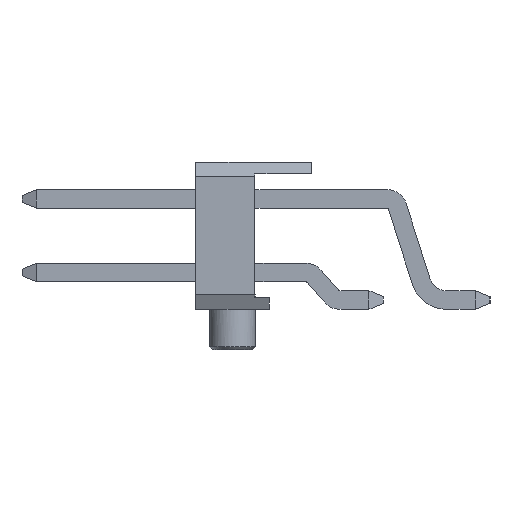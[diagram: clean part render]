
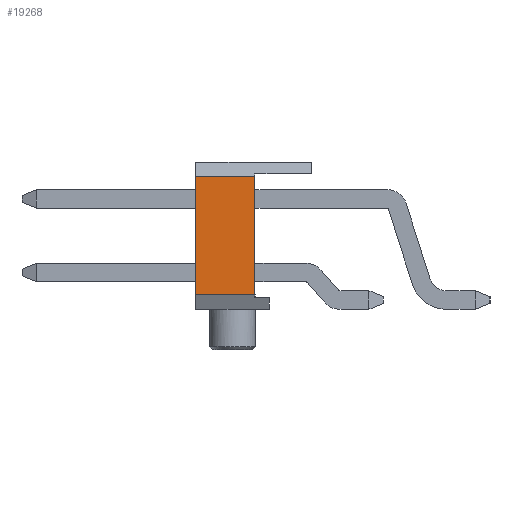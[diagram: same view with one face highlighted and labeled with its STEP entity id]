
A CAD part, left-side view. The second image highlights one B-rep face of the part: STEP entity #19268.
In plain terms, the highlighted face is planar.
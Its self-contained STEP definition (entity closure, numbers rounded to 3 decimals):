
#3253=ORIENTED_EDGE('',*,*,#5746,.F.);
#3254=ORIENTED_EDGE('',*,*,#5664,.T.);
#3255=ORIENTED_EDGE('',*,*,#5744,.F.);
#3256=ORIENTED_EDGE('',*,*,#5572,.T.);
#5572=EDGE_CURVE('',#6995,#6994,#8501,.T.);
#5664=EDGE_CURVE('',#7067,#7068,#8591,.T.);
#5744=EDGE_CURVE('',#6995,#7068,#8669,.T.);
#5746=EDGE_CURVE('',#7067,#6994,#8671,.T.);
#6994=VERTEX_POINT('',#27033);
#6995=VERTEX_POINT('',#27035);
#7067=VERTEX_POINT('',#27217);
#7068=VERTEX_POINT('',#27219);
#8501=LINE('',#27034,#10245);
#8591=LINE('',#27220,#10335);
#8669=LINE('',#27358,#10413);
#8671=LINE('',#27363,#10415);
#10245=VECTOR('',#23132,1000.);
#10335=VECTOR('',#23266,1000.);
#10413=VECTOR('',#23428,1000.);
#10415=VECTOR('',#23436,1000.);
#11364=EDGE_LOOP('',(#3253,#3254,#3255,#3256));
#12200=FACE_BOUND('',#11364,.T.);
#12930=PLANE('',#20248);
#19268=ADVANCED_FACE('',(#12200),#12930,.F.);
#20248=AXIS2_PLACEMENT_3D('',#27362,#23434,#23435);
#23132=DIRECTION('',(0.,1.,0.));
#23266=DIRECTION('',(0.,-1.,0.));
#23428=DIRECTION('',(0.,0.,1.));
#23434=DIRECTION('',(-1.,0.,0.));
#23435=DIRECTION('',(0.,0.,1.));
#23436=DIRECTION('',(0.,0.,-1.));
#27033=CARTESIAN_POINT('',(12.7,0.77,-2.04));
#27034=CARTESIAN_POINT('',(12.7,0.,-2.04));
#27035=CARTESIAN_POINT('',(12.7,-1.27,-2.04));
#27217=CARTESIAN_POINT('',(12.7,0.77,2.04));
#27219=CARTESIAN_POINT('',(12.7,-1.27,2.04));
#27220=CARTESIAN_POINT('',(12.7,0.,2.04));
#27358=CARTESIAN_POINT('',(12.7,-1.27,-2.54));
#27362=CARTESIAN_POINT('',(12.7,0.,0.));
#27363=CARTESIAN_POINT('',(12.7,0.77,-2.14));
